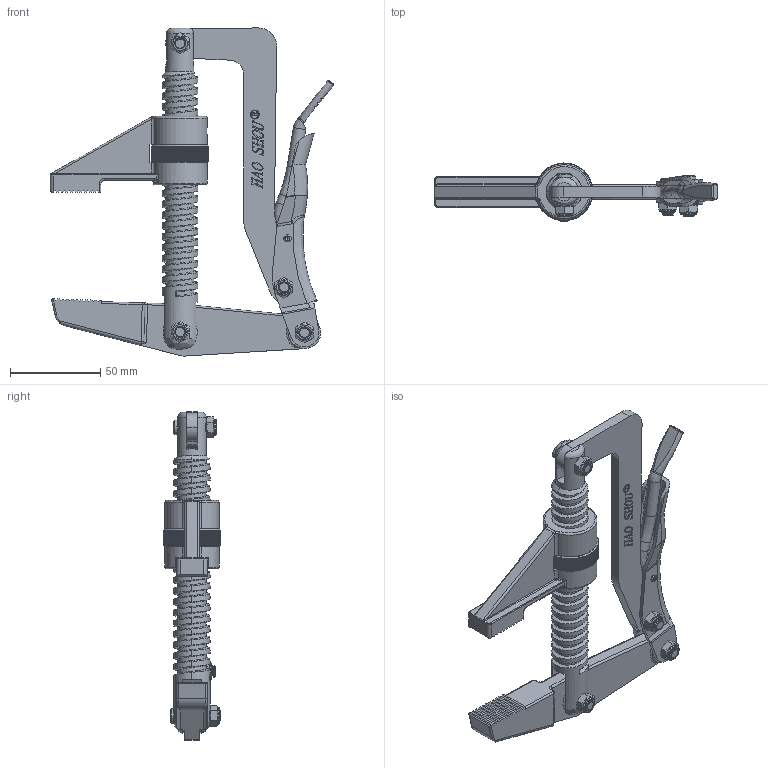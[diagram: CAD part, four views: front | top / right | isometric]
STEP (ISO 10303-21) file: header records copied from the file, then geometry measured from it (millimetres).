
FILE_DESCRIPTION (( 'STEP AP203' ), '1' );
FILE_NAME ('HS-80070.STEP', '2023-03-14T06:18:04', ( '微软用户' ), ( '微软中国' ), 'SwSTEP 2.0', 'SolidWorks 2012', '' );
FILE_SCHEMA (( 'CONFIG_CONTROL_DESIGN' ));
Products named in the file (17): HS-80070; 80070-06; 80070-013; 80070-08; 80070-05; 80070-04; 80070-16; 80070-11; 80070-07; 80070-10; 80070-15; 80070-03; 80070-09; 80070-01; 80070-14; 80070-02; 80070-12
Assembly tree (21 placements, depth 2):
  HS-80070
    80070-12
    80070-02
    80070-14  x2
    80070-01
    80070-09  x2
    80070-03
    80070-15
    80070-10
    80070-07
    80070-11
    80070-16  x4
    80070-04
    80070-05
    80070-08
    80070-013
    80070-06
Bounding box: 157.17 x 32 x 182.06 mm (x, y, z)
Volume: 134889 mm3; surface area: 67058 mm2
Topology: 21 solids, 21 shells, 4177 faces, 12105 edges, 7992 vertices
Faces by surface type: plane 2835, cylinder 910, bspline 325, cone 107
Entity records: 177636 total; most frequent: CARTESIAN_POINT 72234, ORIENTED_EDGE 23504, DIRECTION 19446, EDGE_CURVE 11752, VERTEX_POINT 7778, LINE 7348, VECTOR 7348, AXIS2_PLACEMENT_3D 6049
